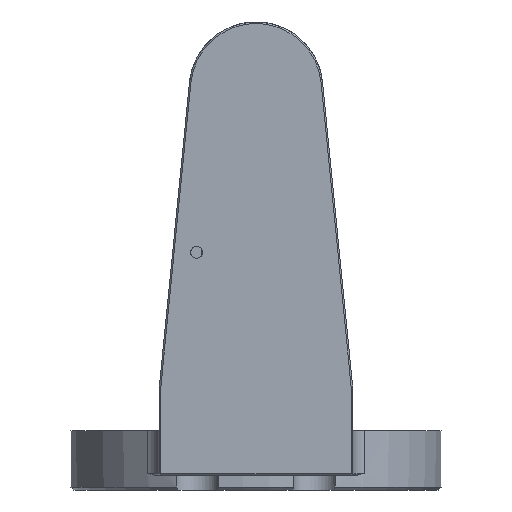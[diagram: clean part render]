
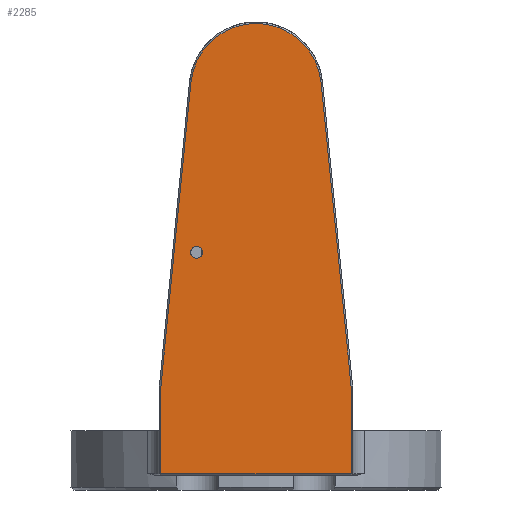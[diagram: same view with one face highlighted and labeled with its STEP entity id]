
A CAD part, left-side view. The second image highlights one B-rep face of the part: STEP entity #2285.
In plain terms, the highlighted planar face has unit normal (-1, 0, 0).
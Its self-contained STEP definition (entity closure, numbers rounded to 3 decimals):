
#27=FACE_BOUND('',#508,.T.);
#161=CIRCLE('',#2457,2.);
#164=CIRCLE('',#2472,22.);
#366=FACE_OUTER_BOUND('',#507,.T.);
#507=EDGE_LOOP('',(#1964,#1965,#1966,#1967,#1968,#1969));
#508=EDGE_LOOP('',(#1970));
#639=LINE('',#3723,#816);
#642=LINE('',#3732,#819);
#697=LINE('',#3925,#874);
#700=LINE('',#3931,#877);
#702=LINE('',#3943,#879);
#816=VECTOR('',#2970,102.689);
#819=VECTOR('',#2981,102.689);
#874=VECTOR('',#3142,29.475);
#877=VECTOR('',#3149,64.);
#879=VECTOR('',#3159,29.475);
#1010=VERTEX_POINT('',#3665);
#1028=VERTEX_POINT('',#3720);
#1029=VERTEX_POINT('',#3722);
#1030=VERTEX_POINT('',#3726);
#1031=VERTEX_POINT('',#3731);
#1081=VERTEX_POINT('',#3913);
#1084=VERTEX_POINT('',#3920);
#1269=EDGE_CURVE('',#1010,#1010,#161,.T.);
#1298=EDGE_CURVE('',#1028,#1029,#639,.T.);
#1301=EDGE_CURVE('',#1030,#1028,#164,.T.);
#1303=EDGE_CURVE('',#1031,#1030,#642,.T.);
#1386=EDGE_CURVE('',#1084,#1031,#697,.T.);
#1389=EDGE_CURVE('',#1081,#1084,#700,.T.);
#1394=EDGE_CURVE('',#1029,#1081,#702,.T.);
#1964=ORIENTED_EDGE('',*,*,#1386,.F.);
#1965=ORIENTED_EDGE('',*,*,#1389,.F.);
#1966=ORIENTED_EDGE('',*,*,#1394,.F.);
#1967=ORIENTED_EDGE('',*,*,#1298,.F.);
#1968=ORIENTED_EDGE('',*,*,#1301,.F.);
#1969=ORIENTED_EDGE('',*,*,#1303,.F.);
#1970=ORIENTED_EDGE('',*,*,#1269,.T.);
#2178=PLANE('',#2539);
#2285=ADVANCED_FACE('',(#366,#27),#2178,.T.);
#2457=AXIS2_PLACEMENT_3D('',#3666,#2918,#2919);
#2472=AXIS2_PLACEMENT_3D('',#3728,#2975,#2976);
#2539=AXIS2_PLACEMENT_3D('',#3959,#3173,#3174);
#2918=DIRECTION('center_axis',(1.,0.,0.));
#2919=DIRECTION('ref_axis',(0.,0.,-1.));
#2970=DIRECTION('',(0.,-0.098,-0.995));
#2975=DIRECTION('center_axis',(1.,0.,0.));
#2976=DIRECTION('ref_axis',(0.,0.995,0.098));
#2981=DIRECTION('',(0.,-0.098,0.995));
#3142=DIRECTION('',(0.,0.,1.));
#3149=DIRECTION('',(0.,1.,0.));
#3159=DIRECTION('',(0.,0.,-1.));
#3173=DIRECTION('center_axis',(-1.,0.,0.));
#3174=DIRECTION('ref_axis',(0.,0.,1.));
#3665=CARTESIAN_POINT('',(-69.5,20.,69.5));
#3666=CARTESIAN_POINT('Origin',(-69.5,20.,67.5));
#3720=CARTESIAN_POINT('',(-69.5,-21.893,124.665));
#3722=CARTESIAN_POINT('',(-69.5,-32.,22.475));
#3723=CARTESIAN_POINT('',(-69.5,-21.893,124.665));
#3726=CARTESIAN_POINT('',(-69.5,21.893,124.665));
#3728=CARTESIAN_POINT('Origin',(-69.5,0.,122.5));
#3731=CARTESIAN_POINT('',(-69.5,32.,22.475));
#3732=CARTESIAN_POINT('',(-69.5,32.,22.475));
#3913=CARTESIAN_POINT('',(-69.5,-32.,-7.));
#3920=CARTESIAN_POINT('',(-69.5,32.,-7.));
#3925=CARTESIAN_POINT('',(-69.5,32.,-7.));
#3931=CARTESIAN_POINT('',(-69.5,-32.,-7.));
#3943=CARTESIAN_POINT('',(-69.5,-32.,22.475));
#3959=CARTESIAN_POINT('Origin',(-69.5,-32.5,0.));
